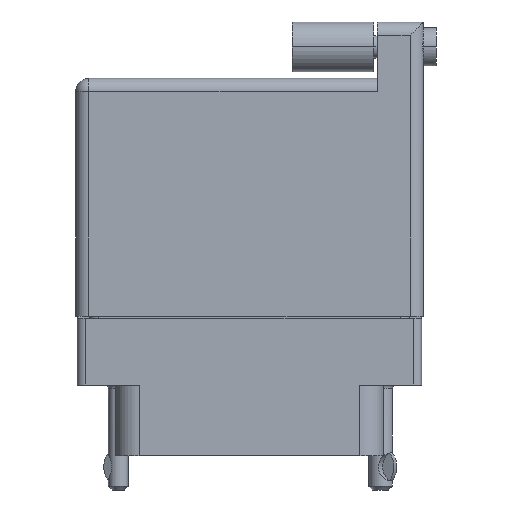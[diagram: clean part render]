
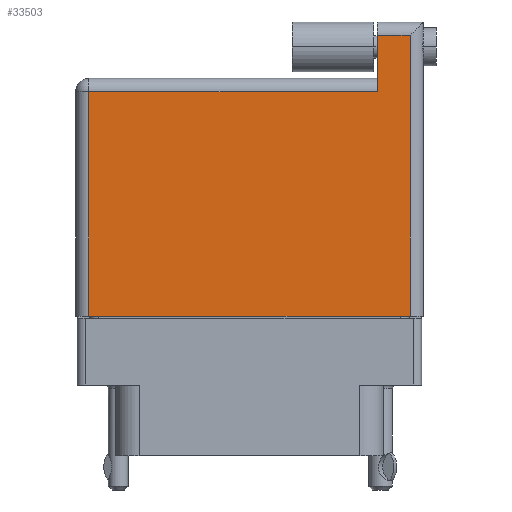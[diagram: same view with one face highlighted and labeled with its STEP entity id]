
A CAD part, front view. The second image highlights one B-rep face of the part: STEP entity #33503.
In plain terms, the highlighted face is planar.
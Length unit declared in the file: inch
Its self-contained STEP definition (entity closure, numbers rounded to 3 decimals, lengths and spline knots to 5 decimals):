
#783 = VECTOR ( 'NONE', #2938, 39.37008 ) ;
#1875 = LINE ( 'NONE', #9706, #29237 ) ;
#1909 = CARTESIAN_POINT ( 'NONE',  ( -0.6625, 0.97, 0.3575 ) ) ;
#2236 = VERTEX_POINT ( 'NONE', #19607 ) ;
#2938 = DIRECTION ( 'NONE',  ( 0., 1., 0. ) ) ;
#3100 = DIRECTION ( 'NONE',  ( -1., 0., 0. ) ) ;
#3807 = ORIENTED_EDGE ( 'NONE', *, *, #16961, .T. ) ;
#5353 = CARTESIAN_POINT ( 'NONE',  ( 0.6125, 1.02, 0.3575 ) ) ;
#5477 = ORIENTED_EDGE ( 'NONE', *, *, #30228, .T. ) ;
#5919 = EDGE_CURVE ( 'NONE', #15698, #20143, #8568, .T. ) ;
#7865 = FACE_OUTER_BOUND ( 'NONE', #39410, .T. ) ;
#8568 = LINE ( 'NONE', #15334, #28251 ) ;
#9176 = ORIENTED_EDGE ( 'NONE', *, *, #5919, .T. ) ;
#9502 = LINE ( 'NONE', #27484, #37422 ) ;
#9706 = CARTESIAN_POINT ( 'NONE',  ( 0.4875, 1.02, 0.3575 ) ) ;
#10113 = LINE ( 'NONE', #1909, #26826 ) ;
#10588 = CARTESIAN_POINT ( 'NONE',  ( -0.6125, -0.1, 0.3575 ) ) ;
#10604 = CARTESIAN_POINT ( 'NONE',  ( -0.6625, -0.1, 0.3575 ) ) ;
#10852 = LINE ( 'NONE', #5353, #783 ) ;
#11597 = AXIS2_PLACEMENT_3D ( 'NONE', #32203, #26342, #26212 ) ;
#12885 = EDGE_CURVE ( 'NONE', #39763, #15698, #9502, .T. ) ;
#13088 = CARTESIAN_POINT ( 'NONE',  ( 0.6125, 0.97, 0.3575 ) ) ;
#15334 = CARTESIAN_POINT ( 'NONE',  ( -0.6125, -0.1, 0.3575 ) ) ;
#15698 = VERTEX_POINT ( 'NONE', #22923 ) ;
#16754 = DIRECTION ( 'NONE',  ( 1., 0., 0. ) ) ;
#16961 = EDGE_CURVE ( 'NONE', #2236, #39763, #1875, .T. ) ;
#19551 = ORIENTED_EDGE ( 'NONE', *, *, #39785, .T. ) ;
#19607 = CARTESIAN_POINT ( 'NONE',  ( 0.4875, 0.97, 0.3575 ) ) ;
#19716 = DIRECTION ( 'NONE',  ( 0., -1., 0. ) ) ;
#20143 = VERTEX_POINT ( 'NONE', #10588 ) ;
#20708 = LINE ( 'NONE', #10604, #27920 ) ;
#22923 = CARTESIAN_POINT ( 'NONE',  ( -0.6125, 0.756, 0.3575 ) ) ;
#26212 = DIRECTION ( 'NONE',  ( -1., 0., 0. ) ) ;
#26342 = DIRECTION ( 'NONE',  ( 0., 0., -1. ) ) ;
#26409 = DIRECTION ( 'NONE',  ( -1., 0., 0. ) ) ;
#26826 = VECTOR ( 'NONE', #26409, 39.37008 ) ;
#27484 = CARTESIAN_POINT ( 'NONE',  ( -0.6625, 0.756, 0.3575 ) ) ;
#27920 = VECTOR ( 'NONE', #16754, 39.37008 ) ;
#28251 = VECTOR ( 'NONE', #36874, 39.37008 ) ;
#28837 = VERTEX_POINT ( 'NONE', #13088 ) ;
#29237 = VECTOR ( 'NONE', #19716, 39.37008 ) ;
#30085 = CARTESIAN_POINT ( 'NONE',  ( 0.4875, 0.756, 0.3575 ) ) ;
#30228 = EDGE_CURVE ( 'NONE', #20143, #31855, #20708, .T. ) ;
#31218 = ORIENTED_EDGE ( 'NONE', *, *, #12885, .T. ) ;
#31855 = VERTEX_POINT ( 'NONE', #35927 ) ;
#32203 = CARTESIAN_POINT ( 'NONE',  ( -0.6625, 0.806, 0.3575 ) ) ;
#33503 = ADVANCED_FACE ( 'NONE', ( #7865 ), #38293, .F. ) ;
#35809 = ORIENTED_EDGE ( 'NONE', *, *, #38857, .T. ) ;
#35927 = CARTESIAN_POINT ( 'NONE',  ( 0.6125, -0.1, 0.3575 ) ) ;
#36874 = DIRECTION ( 'NONE',  ( 0., -1., 0. ) ) ;
#37422 = VECTOR ( 'NONE', #3100, 39.37008 ) ;
#38293 = PLANE ( 'NONE',  #11597 ) ;
#38857 = EDGE_CURVE ( 'NONE', #31855, #28837, #10852, .T. ) ;
#39410 = EDGE_LOOP ( 'NONE', ( #5477, #35809, #19551, #3807, #31218, #9176 ) ) ;
#39763 = VERTEX_POINT ( 'NONE', #30085 ) ;
#39785 = EDGE_CURVE ( 'NONE', #28837, #2236, #10113, .T. ) ;
